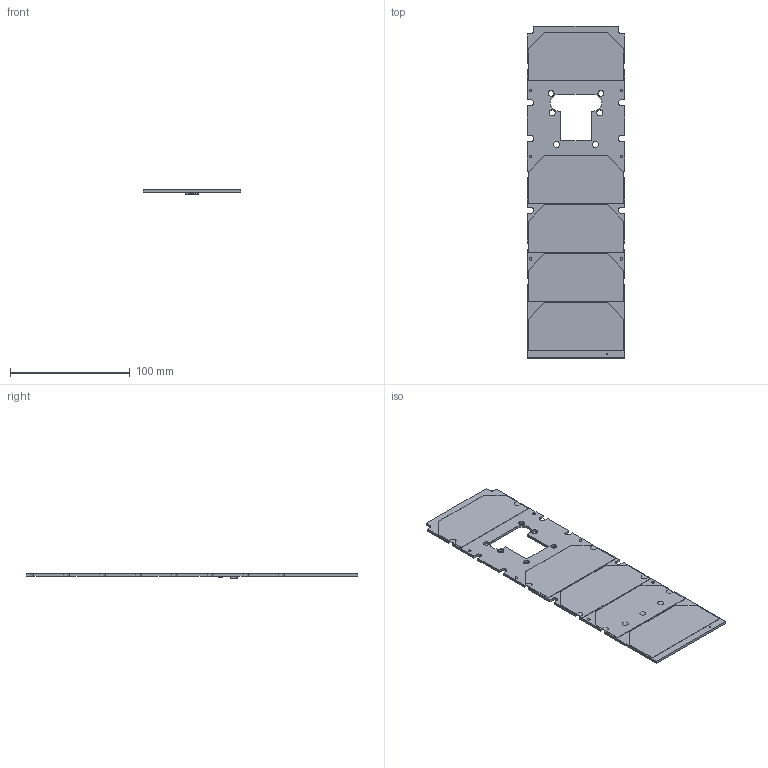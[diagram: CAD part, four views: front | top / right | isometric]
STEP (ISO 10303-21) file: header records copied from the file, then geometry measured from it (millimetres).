
FILE_DESCRIPTION(/* description */ (''),/* implementation_level */ '2;1');
FILE_NAME(/* name */ 'Center panel V1.2.brd v4.step',/* time_stamp */ '2017-09-01T12:28:26-07:00',/* author */ (''),/* organization */ (''),/* preprocessor_version */ 'ST-DEVELOPER v16.13',/* originating_system */ 'Autodesk Translation Framework v6.1.1.50',/* authorisation */ '');
FILE_SCHEMA (('AUTOMOTIVE_DESIGN { 1 0 10303 214 3 1 1 }'));
Length unit declared in the file: millimetre
Products named in the file (8): Center panel V1.2.brd v4; Board; PICOLOCK_5; SOLAR_CELL_BOTTOM_SHORT-PADS; SOLAR_CELL_OUTLINE; SOLAR_CELL_TOP_SHORT-PAD; SOLAR_CELL_STAND-ALONE; S008
Assembly tree (8 placements, depth 2):
  Center panel V1.2.brd v4
    Board
    PICOLOCK_5
    SOLAR_CELL_BOTTOM_SHORT-PADS
    SOLAR_CELL_OUTLINE  x2
    SOLAR_CELL_TOP_SHORT-PAD
    SOLAR_CELL_STAND-ALONE
    S008
Bounding box: 82 x 277.8 x 4.42 mm (x, y, z)
Volume: 49205.4 mm3; surface area: 75354.4 mm2
Topology: 17 solids, 17 shells, 1118 faces, 2502 edges, 1419 vertices
Faces by surface type: plane 981, cylinder 123, sphere 10, cone 4
Full cylindrical faces by diameter (mm): 0.3 x4, 2.18 x5, 2.2 x1, 5 x9
Entity records: 30097 total; most frequent: CARTESIAN_POINT 5070, DIRECTION 4959, ORIENTED_EDGE 4930, EDGE_CURVE 2465, LINE 2207, VECTOR 2207, VERTEX_POINT 1407, AXIS2_PLACEMENT_3D 1376
